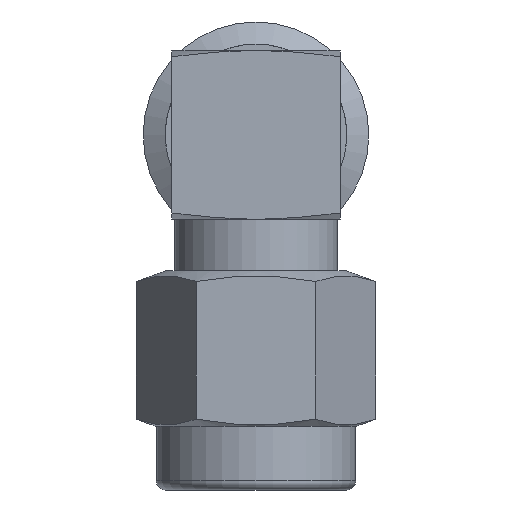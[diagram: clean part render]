
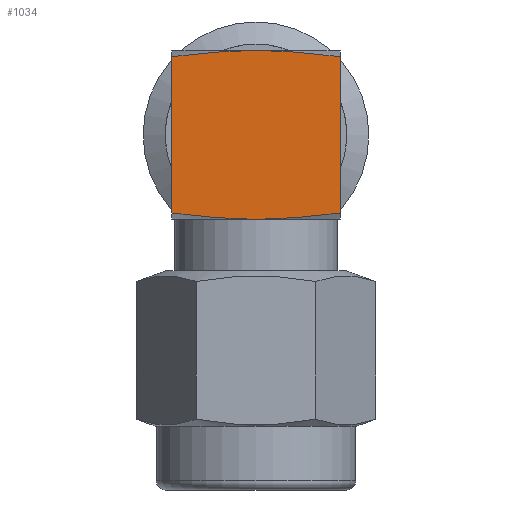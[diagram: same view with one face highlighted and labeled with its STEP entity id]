
A CAD part, front view. The second image highlights one B-rep face of the part: STEP entity #1034.
In plain terms, the highlighted planar face has unit normal (0, -1, 0).
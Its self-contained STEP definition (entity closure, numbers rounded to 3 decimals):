
#69=FACE_OUTER_BOUND('',#131,.T.);
#131=EDGE_LOOP('',(#696,#697,#698,#699,#700,#701,#702,#703));
#195=LINE('',#1675,#234);
#196=LINE('',#1681,#235);
#201=LINE('',#1720,#240);
#203=LINE('',#1744,#242);
#234=VECTOR('',#1297,0.51);
#235=VECTOR('',#1302,6.029);
#240=VECTOR('',#1313,6.029);
#242=VECTOR('',#1317,0.51);
#366=(
BOUNDED_CURVE()
B_SPLINE_CURVE(2,(#1732,#1733,#1734),.UNSPECIFIED.,.F.,.F.)
B_SPLINE_CURVE_WITH_KNOTS((3,3),(-6.688,-4.824),
 .UNSPECIFIED.)
CURVE()
GEOMETRIC_REPRESENTATION_ITEM()
RATIONAL_B_SPLINE_CURVE((6.251,7.423,7.534))
REPRESENTATION_ITEM('')
);
#367=(
BOUNDED_CURVE()
B_SPLINE_CURVE(2,(#1735,#1736,#1737,#1738),.UNSPECIFIED.,.F.,.F.)
B_SPLINE_CURVE_WITH_KNOTS((3,1,3),(-4.434,-4.41,-2.57),
 .UNSPECIFIED.)
CURVE()
GEOMETRIC_REPRESENTATION_ITEM()
RATIONAL_B_SPLINE_CURVE((7.534,7.532,7.407,
6.251))
REPRESENTATION_ITEM('')
);
#368=(
BOUNDED_CURVE()
B_SPLINE_CURVE(2,(#1740,#1741,#1742),.UNSPECIFIED.,.F.,.F.)
B_SPLINE_CURVE_WITH_KNOTS((3,3),(4.824,6.688),
 .UNSPECIFIED.)
CURVE()
GEOMETRIC_REPRESENTATION_ITEM()
RATIONAL_B_SPLINE_CURVE((7.534,7.423,6.251))
REPRESENTATION_ITEM('')
);
#369=(
BOUNDED_CURVE()
B_SPLINE_CURVE(2,(#1745,#1746,#1747,#1748),.UNSPECIFIED.,.F.,.F.)
B_SPLINE_CURVE_WITH_KNOTS((3,1,3),(2.57,4.41,4.434),
 .UNSPECIFIED.)
CURVE()
GEOMETRIC_REPRESENTATION_ITEM()
RATIONAL_B_SPLINE_CURVE((6.251,7.407,7.532,
7.534))
REPRESENTATION_ITEM('')
);
#399=VERTEX_POINT('',#1661);
#405=VERTEX_POINT('',#1673);
#407=VERTEX_POINT('',#1679);
#408=VERTEX_POINT('',#1680);
#414=VERTEX_POINT('',#1714);
#415=VERTEX_POINT('',#1719);
#418=VERTEX_POINT('',#1739);
#419=VERTEX_POINT('',#1743);
#513=EDGE_CURVE('',#399,#405,#195,.T.);
#515=EDGE_CURVE('',#407,#408,#196,.T.);
#528=EDGE_CURVE('',#415,#414,#201,.T.);
#532=EDGE_CURVE('',#414,#399,#366,.T.);
#533=EDGE_CURVE('',#405,#408,#367,.T.);
#534=EDGE_CURVE('',#418,#407,#368,.T.);
#535=EDGE_CURVE('',#419,#418,#203,.T.);
#536=EDGE_CURVE('',#415,#419,#369,.T.);
#696=ORIENTED_EDGE('',*,*,#528,.T.);
#697=ORIENTED_EDGE('',*,*,#532,.T.);
#698=ORIENTED_EDGE('',*,*,#513,.T.);
#699=ORIENTED_EDGE('',*,*,#533,.T.);
#700=ORIENTED_EDGE('',*,*,#515,.F.);
#701=ORIENTED_EDGE('',*,*,#534,.F.);
#702=ORIENTED_EDGE('',*,*,#535,.F.);
#703=ORIENTED_EDGE('',*,*,#536,.F.);
#946=PLANE('',#1126);
#1034=ADVANCED_FACE('',(#69),#946,.F.);
#1126=AXIS2_PLACEMENT_3D('',#1731,#1315,#1316);
#1297=DIRECTION('',(1.,0.,0.));
#1302=DIRECTION('',(0.,0.,-1.));
#1313=DIRECTION('',(0.,0.,-1.));
#1315=DIRECTION('center_axis',(0.,1.,0.));
#1316=DIRECTION('ref_axis',(0.,0.,1.));
#1317=DIRECTION('',(1.,0.,0.));
#1661=CARTESIAN_POINT('',(-0.255,-3.25,-3.25));
#1673=CARTESIAN_POINT('',(0.255,-3.25,-3.25));
#1675=CARTESIAN_POINT('',(-0.255,-3.25,-3.25));
#1679=CARTESIAN_POINT('',(3.25,-3.25,3.014));
#1680=CARTESIAN_POINT('',(3.25,-3.25,-3.014));
#1681=CARTESIAN_POINT('',(3.25,-3.25,3.014));
#1714=CARTESIAN_POINT('',(-3.25,-3.25,-3.014));
#1719=CARTESIAN_POINT('',(-3.25,-3.25,3.014));
#1720=CARTESIAN_POINT('',(-3.25,-3.25,3.014));
#1731=CARTESIAN_POINT('Origin',(-3.25,-3.25,3.25));
#1732=CARTESIAN_POINT('Ctrl Pts',(-3.25,-3.25,-3.014));
#1733=CARTESIAN_POINT('Ctrl Pts',(-1.498,-3.25,-3.233));
#1734=CARTESIAN_POINT('Ctrl Pts',(-0.255,-3.25,-3.25));
#1735=CARTESIAN_POINT('Ctrl Pts',(0.255,-3.25,-3.25));
#1736=CARTESIAN_POINT('Ctrl Pts',(0.271,-3.25,-3.25));
#1737=CARTESIAN_POINT('Ctrl Pts',(1.517,-3.25,-3.23));
#1738=CARTESIAN_POINT('Ctrl Pts',(3.25,-3.25,-3.014));
#1739=CARTESIAN_POINT('',(0.255,-3.25,3.25));
#1740=CARTESIAN_POINT('Ctrl Pts',(0.255,-3.25,3.25));
#1741=CARTESIAN_POINT('Ctrl Pts',(1.498,-3.25,3.233));
#1742=CARTESIAN_POINT('Ctrl Pts',(3.25,-3.25,3.014));
#1743=CARTESIAN_POINT('',(-0.255,-3.25,3.25));
#1744=CARTESIAN_POINT('',(-0.255,-3.25,3.25));
#1745=CARTESIAN_POINT('Ctrl Pts',(-3.25,-3.25,3.014));
#1746=CARTESIAN_POINT('Ctrl Pts',(-1.517,-3.25,3.23));
#1747=CARTESIAN_POINT('Ctrl Pts',(-0.271,-3.25,3.25));
#1748=CARTESIAN_POINT('Ctrl Pts',(-0.255,-3.25,3.25));
